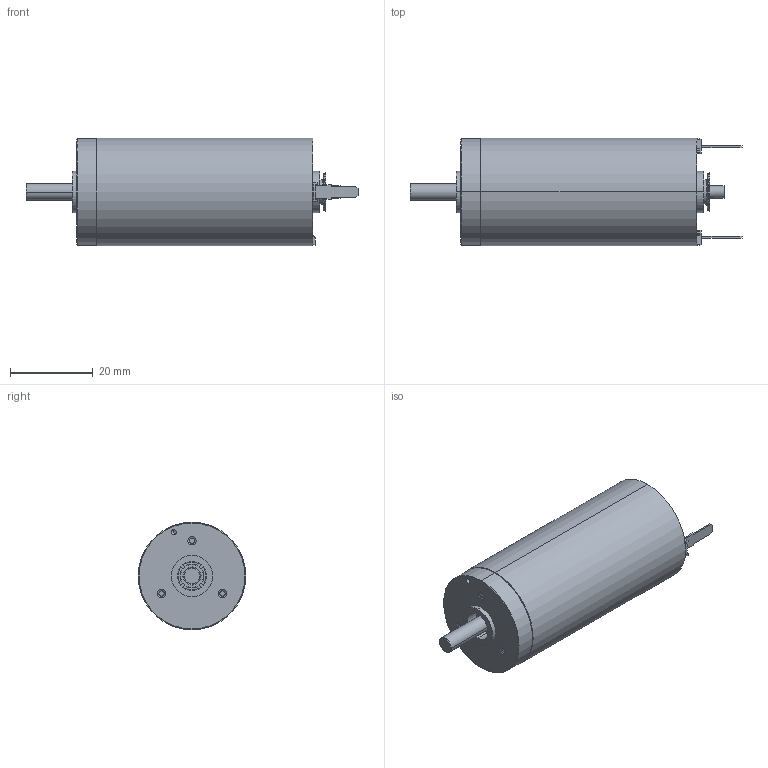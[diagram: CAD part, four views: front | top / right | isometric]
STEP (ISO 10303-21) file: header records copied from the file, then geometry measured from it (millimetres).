
FILE_DESCRIPTION(('STEP AP214'),'1');
FILE_NAME('cctmp_2296EF05-D040-48D0-BC7E-1E0B4A31F6D5_2022_3_21_4_42_8_225..stp','2022-03-21T03:42:09',('maxon motor ag'),('CADClick - www.CADClick.com'),'Spatial InterOp 3D',' ','unknown authorization');
FILE_SCHEMA(('AUTOMOTIVE_DESIGN'));
Length unit declared in the file: millimetre
Products named in the file (6): 0
Assembly tree (5 placements, depth 2):
  (unnamed)
    0
    0
    0
    0
    0
Bounding box: 80.3 x 26 x 26 mm (x, y, z)
Volume: 13094.8 mm3; surface area: 13213.9 mm2
Topology: 12 solids, 13 shells, 1026 faces, 2606 edges, 1671 vertices
Faces by surface type: plane 580, cylinder 256, cone 108, torus 62, bspline 18, sphere 2
Entity records: 39533 total; most frequent: CARTESIAN_POINT 5739, DIRECTION 5392, ORIENTED_EDGE 5208, EDGE_CURVE 2604, AXIS2_PLACEMENT_3D 1804, LINE 1784, VECTOR 1784, VERTEX_POINT 1671
